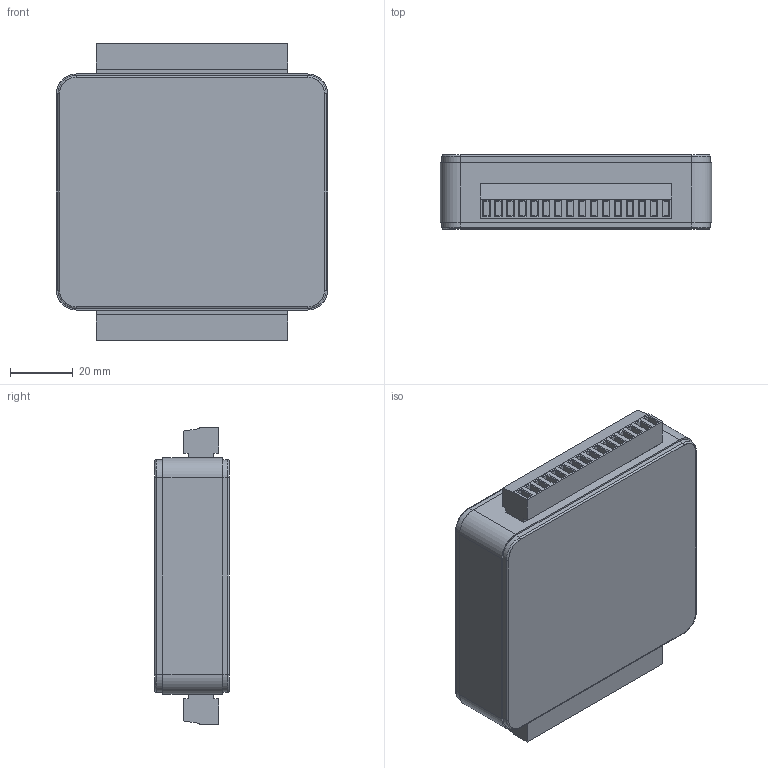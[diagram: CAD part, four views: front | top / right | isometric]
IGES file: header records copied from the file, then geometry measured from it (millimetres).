
Start section: SolidWorks IGES file using analytic representation for surfaces
Global section: file name: USB-6001.IGS; native system: SolidWorks 2018; preprocessor: SolidWorks 2018; author: gniebel; date: 180404.121304; units: inch
Bounding box: 86.36 x 23.62 x 94.49 mm (x, y, z)
Surface area: 25716.2 mm2 (no closed solid volume)
Topology: 0 solids, 0 shells, 578 faces, 4464 edges, 4464 vertices
Faces by surface type: bspline 494, revolution 84
